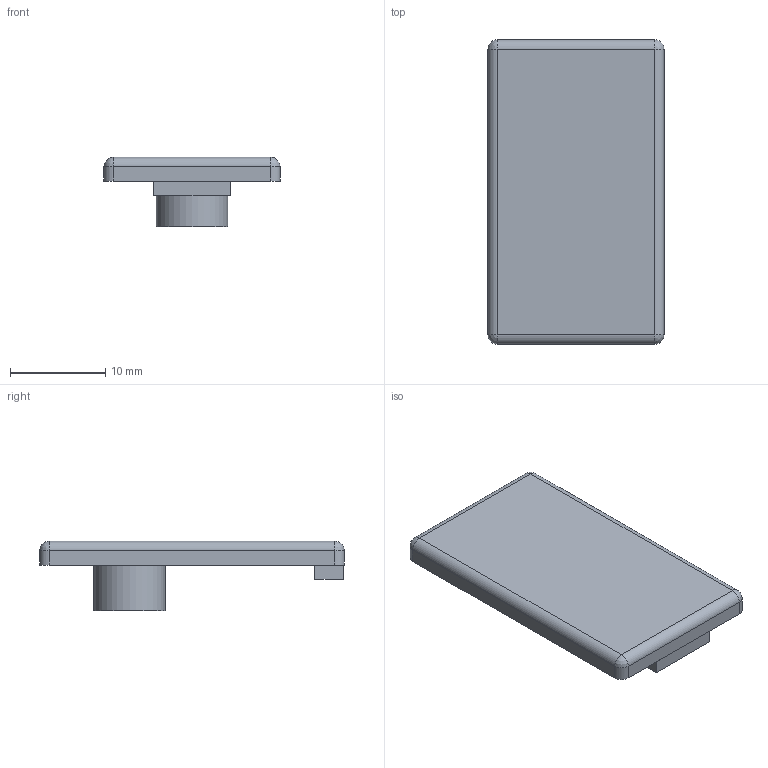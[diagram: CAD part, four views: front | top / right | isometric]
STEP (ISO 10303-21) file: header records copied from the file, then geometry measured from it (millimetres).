
FILE_DESCRIPTION(('STEP AP203'),'2;1');
FILE_NAME('18.050.00.stp','2011-03-21T16:00:55',(''),(''),'2009.3.110','THINKDESIGN','');
FILE_SCHEMA(('CONFIG_CONTROL_DESIGN'));
Length unit declared in the file: millimetre
Bounding box: 18.5 x 32 x 7.3 mm (x, y, z)
Volume: 1704.9 mm3; surface area: 1533.5 mm2
Topology: 1 solids, 1 shells, 25 faces, 57 edges, 32 vertices
Faces by surface type: plane 12, cylinder 9, bspline 4
Full cylindrical faces by diameter (mm): 7.5 x1
Entity records: 1052 total; most frequent: CARTESIAN_POINT 414, DIRECTION 115, ORIENTED_EDGE 106, EDGE_CURVE 53, AXIS2_PLACEMENT_3D 41, VECTOR 33, LINE 33, VERTEX_POINT 32
